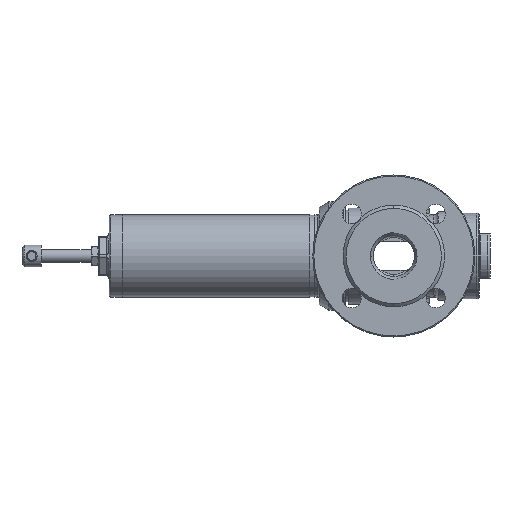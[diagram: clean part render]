
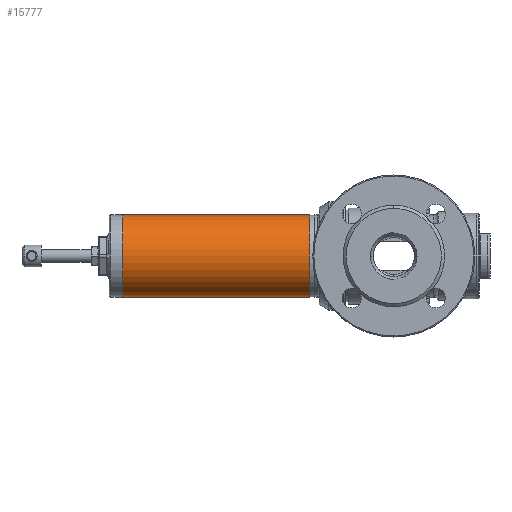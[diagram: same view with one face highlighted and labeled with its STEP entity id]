
A CAD part, left-side view. The second image highlights one B-rep face of the part: STEP entity #15777.
In plain terms, the highlighted cylindrical face has radius 38 mm (diameter 76 mm), a partial arc.
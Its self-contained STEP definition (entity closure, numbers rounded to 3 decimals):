
#20 = FACE_OUTER_BOUND ( 'NONE', #12464, .T. ) ;
#1774 = DIRECTION ( 'NONE',  ( 0., 0., 1. ) ) ;
#1821 = DIRECTION ( 'NONE',  ( 0., -1., 0. ) ) ;
#2112 = CARTESIAN_POINT ( 'NONE',  ( 0., 251., 38. ) ) ;
#3716 = DIRECTION ( 'NONE',  ( 0., 1., 0. ) ) ;
#3889 = CARTESIAN_POINT ( 'NONE',  ( 0., 77.6, 0. ) ) ;
#4106 = CARTESIAN_POINT ( 'NONE',  ( 0., 252.5, -38. ) ) ;
#4339 = CYLINDRICAL_SURFACE ( 'NONE', #7269, 38. ) ;
#4924 = VERTEX_POINT ( 'NONE', #2112 ) ;
#6238 = VECTOR ( 'NONE', #13822, 1000. ) ;
#6640 = VECTOR ( 'NONE', #14960, 1000. ) ;
#6705 = ORIENTED_EDGE ( 'NONE', *, *, #8919, .T. ) ;
#6799 = ORIENTED_EDGE ( 'NONE', *, *, #15626, .T. ) ;
#6873 = CIRCLE ( 'NONE', #14796, 38. ) ;
#7269 = AXIS2_PLACEMENT_3D ( 'NONE', #16236, #1821, #1774 ) ;
#7760 = DIRECTION ( 'NONE',  ( 0., -1., 0. ) ) ;
#8919 = EDGE_CURVE ( 'NONE', #12918, #9407, #6873, .T. ) ;
#8984 = CARTESIAN_POINT ( 'NONE',  ( 0., 251., -38. ) ) ;
#9256 = EDGE_CURVE ( 'NONE', #4924, #9407, #13255, .T. ) ;
#9407 = VERTEX_POINT ( 'NONE', #11726 ) ;
#10745 = ORIENTED_EDGE ( 'NONE', *, *, #9256, .F. ) ;
#10771 = AXIS2_PLACEMENT_3D ( 'NONE', #17056, #7760, #15740 ) ;
#11726 = CARTESIAN_POINT ( 'NONE',  ( 0., 77.6, 38. ) ) ;
#12362 = CARTESIAN_POINT ( 'NONE',  ( 0., 252.5, 38. ) ) ;
#12464 = EDGE_LOOP ( 'NONE', ( #6799, #14947, #6705, #10745 ) ) ;
#12588 = LINE ( 'NONE', #4106, #6640 ) ;
#12690 = CARTESIAN_POINT ( 'NONE',  ( 0., 77.6, -38. ) ) ;
#12918 = VERTEX_POINT ( 'NONE', #12690 ) ;
#13099 = DIRECTION ( 'NONE',  ( 0., 0., -1. ) ) ;
#13255 = LINE ( 'NONE', #12362, #6238 ) ;
#13686 = EDGE_CURVE ( 'NONE', #13941, #12918, #12588, .T. ) ;
#13822 = DIRECTION ( 'NONE',  ( 0., -1., 0. ) ) ;
#13941 = VERTEX_POINT ( 'NONE', #8984 ) ;
#14013 = CIRCLE ( 'NONE', #10771, 38. ) ;
#14796 = AXIS2_PLACEMENT_3D ( 'NONE', #3889, #3716, #13099 ) ;
#14947 = ORIENTED_EDGE ( 'NONE', *, *, #13686, .T. ) ;
#14960 = DIRECTION ( 'NONE',  ( 0., -1., 0. ) ) ;
#15626 = EDGE_CURVE ( 'NONE', #4924, #13941, #14013, .T. ) ;
#15740 = DIRECTION ( 'NONE',  ( 0., 0., -1. ) ) ;
#15777 = ADVANCED_FACE ( 'NONE', ( #20 ), #4339, .T. ) ;
#16236 = CARTESIAN_POINT ( 'NONE',  ( 0., 252.5, 0. ) ) ;
#17056 = CARTESIAN_POINT ( 'NONE',  ( 0., 251., 0. ) ) ;
